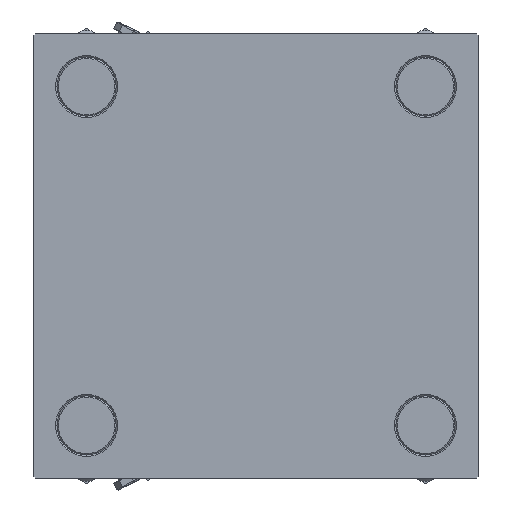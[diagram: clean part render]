
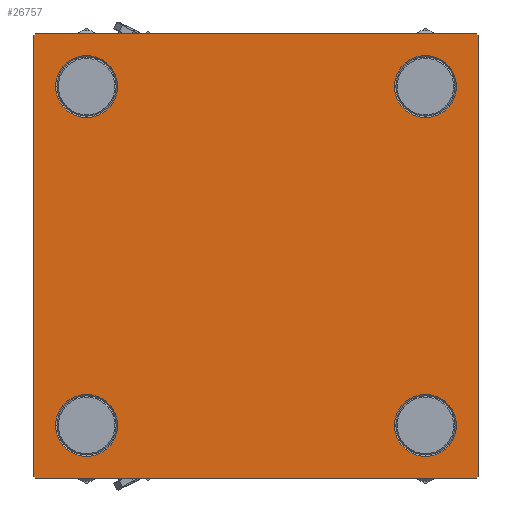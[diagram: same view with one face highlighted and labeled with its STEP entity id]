
A CAD part, left-side view. The second image highlights one B-rep face of the part: STEP entity #26757.
In plain terms, the highlighted planar face has unit normal (-1, 0, 0).
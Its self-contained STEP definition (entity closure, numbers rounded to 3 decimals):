
#487 = VERTEX_POINT ( 'NONE', #21590 ) ;
#536 = ORIENTED_EDGE ( 'NONE', *, *, #6662, .T. ) ;
#1150 = EDGE_LOOP ( 'NONE', ( #43918, #27020 ) ) ;
#1350 = CARTESIAN_POINT ( 'NONE',  ( 0., 82.25, 82.25 ) ) ;
#1499 = CIRCLE ( 'NONE', #39661, 11.5 ) ;
#1614 = CARTESIAN_POINT ( 'NONE',  ( 0., 82.5, -82. ) ) ;
#3377 = EDGE_CURVE ( 'NONE', #487, #48564, #30363, .T. ) ;
#3525 = CIRCLE ( 'NONE', #38387, 11.5 ) ;
#4647 = CIRCLE ( 'NONE', #25379, 11.5 ) ;
#5392 = DIRECTION ( 'NONE',  ( 0., -1., 0. ) ) ;
#5822 = CARTESIAN_POINT ( 'NONE',  ( 0., -62.95, 62.95 ) ) ;
#6662 = EDGE_CURVE ( 'NONE', #42616, #14643, #21089, .T. ) ;
#7199 = CARTESIAN_POINT ( 'NONE',  ( 0., 62.95, 74.45 ) ) ;
#8228 = EDGE_LOOP ( 'NONE', ( #11717, #32798, #13541, #12941, #44726, #22188, #41836, #536 ) ) ;
#8434 = ORIENTED_EDGE ( 'NONE', *, *, #38750, .T. ) ;
#8479 = CARTESIAN_POINT ( 'NONE',  ( 0., 62.95, -62.95 ) ) ;
#8768 = ORIENTED_EDGE ( 'NONE', *, *, #49423, .T. ) ;
#8817 = CARTESIAN_POINT ( 'NONE',  ( 0., 62.95, 62.95 ) ) ;
#9258 = DIRECTION ( 'NONE',  ( 1., 0., 0. ) ) ;
#9776 = CARTESIAN_POINT ( 'NONE',  ( 0., 62.95, -51.45 ) ) ;
#11415 = LINE ( 'NONE', #42094, #39285 ) ;
#11501 = AXIS2_PLACEMENT_3D ( 'NONE', #29568, #21770, #37102 ) ;
#11617 = CARTESIAN_POINT ( 'NONE',  ( 0., 82., 82.5 ) ) ;
#11701 = EDGE_CURVE ( 'NONE', #24918, #40278, #41926, .T. ) ;
#11717 = ORIENTED_EDGE ( 'NONE', *, *, #50767, .T. ) ;
#12114 = CARTESIAN_POINT ( 'NONE',  ( 0., -62.95, 74.45 ) ) ;
#12367 = DIRECTION ( 'NONE',  ( 0., 0., 1. ) ) ;
#12491 = CARTESIAN_POINT ( 'NONE',  ( 0., 62.95, -74.45 ) ) ;
#12913 = CIRCLE ( 'NONE', #16205, 11.5 ) ;
#12941 = ORIENTED_EDGE ( 'NONE', *, *, #32211, .T. ) ;
#13541 = ORIENTED_EDGE ( 'NONE', *, *, #43261, .T. ) ;
#13593 = EDGE_CURVE ( 'NONE', #33102, #27173, #39112, .T. ) ;
#14037 = CARTESIAN_POINT ( 'NONE',  ( 0., -82.5, 82.5 ) ) ;
#14104 = DIRECTION ( 'NONE',  ( 1., 0., 0. ) ) ;
#14282 = LINE ( 'NONE', #14037, #30306 ) ;
#14643 = VERTEX_POINT ( 'NONE', #24829 ) ;
#15075 = DIRECTION ( 'NONE',  ( 1., 0., 0. ) ) ;
#15189 = ORIENTED_EDGE ( 'NONE', *, *, #21573, .T. ) ;
#15343 = EDGE_CURVE ( 'NONE', #33102, #40313, #14282, .T. ) ;
#16061 = FACE_OUTER_BOUND ( 'NONE', #8228, .T. ) ;
#16205 = AXIS2_PLACEMENT_3D ( 'NONE', #26524, #15075, #50183 ) ;
#16277 = VERTEX_POINT ( 'NONE', #1614 ) ;
#16376 = EDGE_CURVE ( 'NONE', #48564, #487, #12913, .T. ) ;
#16597 = LINE ( 'NONE', #48296, #17252 ) ;
#16746 = CARTESIAN_POINT ( 'NONE',  ( 0., 82., -82.5 ) ) ;
#17252 = VECTOR ( 'NONE', #24661, 1000. ) ;
#19507 = AXIS2_PLACEMENT_3D ( 'NONE', #8479, #44309, #12367 ) ;
#19623 = CARTESIAN_POINT ( 'NONE',  ( 0., -82.25, 82.25 ) ) ;
#20410 = VERTEX_POINT ( 'NONE', #16746 ) ;
#20514 = ORIENTED_EDGE ( 'NONE', *, *, #11701, .T. ) ;
#20606 = CARTESIAN_POINT ( 'NONE',  ( 0., -62.95, -62.95 ) ) ;
#21076 = EDGE_CURVE ( 'NONE', #38254, #38120, #42143, .T. ) ;
#21089 = LINE ( 'NONE', #1350, #22302 ) ;
#21573 = EDGE_CURVE ( 'NONE', #24298, #47734, #1499, .T. ) ;
#21590 = CARTESIAN_POINT ( 'NONE',  ( 0., 62.95, 51.45 ) ) ;
#21646 = VERTEX_POINT ( 'NONE', #44401 ) ;
#21723 = EDGE_CURVE ( 'NONE', #42616, #27173, #16597, .T. ) ;
#21770 = DIRECTION ( 'NONE',  ( -1., 0., 0. ) ) ;
#22188 = ORIENTED_EDGE ( 'NONE', *, *, #13593, .T. ) ;
#22302 = VECTOR ( 'NONE', #45264, 1000. ) ;
#22475 = CARTESIAN_POINT ( 'NONE',  ( 0., -82., 82.5 ) ) ;
#22886 = ORIENTED_EDGE ( 'NONE', *, *, #45532, .T. ) ;
#23520 = DIRECTION ( 'NONE',  ( 0., 0.707, 0.707 ) ) ;
#24125 = FACE_BOUND ( 'NONE', #1150, .T. ) ;
#24298 = VERTEX_POINT ( 'NONE', #26734 ) ;
#24345 = CARTESIAN_POINT ( 'NONE',  ( 0., -82.25, -82.25 ) ) ;
#24646 = FACE_BOUND ( 'NONE', #32079, .T. ) ;
#24661 = DIRECTION ( 'NONE',  ( 0., -1., 0. ) ) ;
#24829 = CARTESIAN_POINT ( 'NONE',  ( 0., 82.5, 82. ) ) ;
#24918 = VERTEX_POINT ( 'NONE', #12491 ) ;
#25379 = AXIS2_PLACEMENT_3D ( 'NONE', #30451, #50209, #50714 ) ;
#26524 = CARTESIAN_POINT ( 'NONE',  ( 0., 62.95, 62.95 ) ) ;
#26734 = CARTESIAN_POINT ( 'NONE',  ( 0., -62.95, -51.45 ) ) ;
#26757 = ADVANCED_FACE ( 'NONE', ( #39720, #24646, #35812, #24125, #16061 ), #40490, .T. ) ;
#27020 = ORIENTED_EDGE ( 'NONE', *, *, #3377, .T. ) ;
#27173 = VERTEX_POINT ( 'NONE', #22475 ) ;
#28676 = CIRCLE ( 'NONE', #31962, 11.5 ) ;
#29240 = DIRECTION ( 'NONE',  ( 0., 0., 1. ) ) ;
#29551 = AXIS2_PLACEMENT_3D ( 'NONE', #8817, #36067, #48551 ) ;
#29568 = CARTESIAN_POINT ( 'NONE',  ( 0., 0., 0. ) ) ;
#29887 = DIRECTION ( 'NONE',  ( 0., 0., -1. ) ) ;
#29961 = DIRECTION ( 'NONE',  ( 0., 0., 1. ) ) ;
#30087 = DIRECTION ( 'NONE',  ( 0., 0., -1. ) ) ;
#30235 = VECTOR ( 'NONE', #23520, 1000. ) ;
#30259 = CARTESIAN_POINT ( 'NONE',  ( 0., -82.5, -82. ) ) ;
#30306 = VECTOR ( 'NONE', #29887, 1000. ) ;
#30363 = CIRCLE ( 'NONE', #29551, 11.5 ) ;
#30451 = CARTESIAN_POINT ( 'NONE',  ( 0., -62.95, 62.95 ) ) ;
#30497 = AXIS2_PLACEMENT_3D ( 'NONE', #5822, #49465, #29961 ) ;
#31158 = DIRECTION ( 'NONE',  ( 0., 0., 1. ) ) ;
#31875 = LINE ( 'NONE', #24345, #46547 ) ;
#31962 = AXIS2_PLACEMENT_3D ( 'NONE', #40416, #9258, #29240 ) ;
#32079 = EDGE_LOOP ( 'NONE', ( #15189, #8434 ) ) ;
#32211 = EDGE_CURVE ( 'NONE', #21646, #40313, #31875, .T. ) ;
#32798 = ORIENTED_EDGE ( 'NONE', *, *, #41057, .T. ) ;
#33102 = VERTEX_POINT ( 'NONE', #42817 ) ;
#33717 = VECTOR ( 'NONE', #30087, 1000. ) ;
#34483 = CARTESIAN_POINT ( 'NONE',  ( 0., 82.5, 82.5 ) ) ;
#34801 = CARTESIAN_POINT ( 'NONE',  ( 0., -62.95, -62.95 ) ) ;
#35311 = DIRECTION ( 'NONE',  ( 1., 0., 0. ) ) ;
#35732 = CARTESIAN_POINT ( 'NONE',  ( 0., -62.95, -74.45 ) ) ;
#35812 = FACE_BOUND ( 'NONE', #45601, .T. ) ;
#36067 = DIRECTION ( 'NONE',  ( 1., 0., 0. ) ) ;
#37102 = DIRECTION ( 'NONE',  ( 0., 0., 1. ) ) ;
#37721 = VECTOR ( 'NONE', #5392, 1000. ) ;
#38120 = VERTEX_POINT ( 'NONE', #49836 ) ;
#38254 = VERTEX_POINT ( 'NONE', #12114 ) ;
#38387 = AXIS2_PLACEMENT_3D ( 'NONE', #20606, #14104, #49192 ) ;
#38750 = EDGE_CURVE ( 'NONE', #47734, #24298, #3525, .T. ) ;
#39112 = LINE ( 'NONE', #19623, #30235 ) ;
#39285 = VECTOR ( 'NONE', #50153, 1000. ) ;
#39661 = AXIS2_PLACEMENT_3D ( 'NONE', #34801, #35311, #31158 ) ;
#39720 = FACE_BOUND ( 'NONE', #45074, .T. ) ;
#40278 = VERTEX_POINT ( 'NONE', #9776 ) ;
#40313 = VERTEX_POINT ( 'NONE', #30259 ) ;
#40416 = CARTESIAN_POINT ( 'NONE',  ( 0., 62.95, -62.95 ) ) ;
#40490 = PLANE ( 'NONE',  #11501 ) ;
#40976 = LINE ( 'NONE', #44629, #37721 ) ;
#41057 = EDGE_CURVE ( 'NONE', #16277, #20410, #11415, .T. ) ;
#41836 = ORIENTED_EDGE ( 'NONE', *, *, #21723, .F. ) ;
#41926 = CIRCLE ( 'NONE', #19507, 11.5 ) ;
#42094 = CARTESIAN_POINT ( 'NONE',  ( 0., 82.25, -82.25 ) ) ;
#42143 = CIRCLE ( 'NONE', #30497, 11.5 ) ;
#42616 = VERTEX_POINT ( 'NONE', #11617 ) ;
#42790 = LINE ( 'NONE', #34483, #33717 ) ;
#42817 = CARTESIAN_POINT ( 'NONE',  ( 0., -82.5, 82. ) ) ;
#43261 = EDGE_CURVE ( 'NONE', #20410, #21646, #40976, .T. ) ;
#43918 = ORIENTED_EDGE ( 'NONE', *, *, #16376, .T. ) ;
#44309 = DIRECTION ( 'NONE',  ( 1., 0., 0. ) ) ;
#44401 = CARTESIAN_POINT ( 'NONE',  ( 0., -82., -82.5 ) ) ;
#44629 = CARTESIAN_POINT ( 'NONE',  ( 0., 82.5, -82.5 ) ) ;
#44726 = ORIENTED_EDGE ( 'NONE', *, *, #15343, .F. ) ;
#45074 = EDGE_LOOP ( 'NONE', ( #49775, #8768 ) ) ;
#45264 = DIRECTION ( 'NONE',  ( 0., 0.707, -0.707 ) ) ;
#45532 = EDGE_CURVE ( 'NONE', #40278, #24918, #28676, .T. ) ;
#45601 = EDGE_LOOP ( 'NONE', ( #22886, #20514 ) ) ;
#46547 = VECTOR ( 'NONE', #48249, 1000. ) ;
#47734 = VERTEX_POINT ( 'NONE', #35732 ) ;
#48249 = DIRECTION ( 'NONE',  ( 0., -0.707, 0.707 ) ) ;
#48296 = CARTESIAN_POINT ( 'NONE',  ( 0., 82.5, 82.5 ) ) ;
#48551 = DIRECTION ( 'NONE',  ( 0., 0., 1. ) ) ;
#48564 = VERTEX_POINT ( 'NONE', #7199 ) ;
#49192 = DIRECTION ( 'NONE',  ( 0., 0., 1. ) ) ;
#49423 = EDGE_CURVE ( 'NONE', #38120, #38254, #4647, .T. ) ;
#49465 = DIRECTION ( 'NONE',  ( 1., 0., 0. ) ) ;
#49775 = ORIENTED_EDGE ( 'NONE', *, *, #21076, .T. ) ;
#49836 = CARTESIAN_POINT ( 'NONE',  ( 0., -62.95, 51.45 ) ) ;
#50153 = DIRECTION ( 'NONE',  ( 0., -0.707, -0.707 ) ) ;
#50183 = DIRECTION ( 'NONE',  ( 0., 0., 1. ) ) ;
#50209 = DIRECTION ( 'NONE',  ( 1., 0., 0. ) ) ;
#50714 = DIRECTION ( 'NONE',  ( 0., 0., 1. ) ) ;
#50767 = EDGE_CURVE ( 'NONE', #14643, #16277, #42790, .T. ) ;
